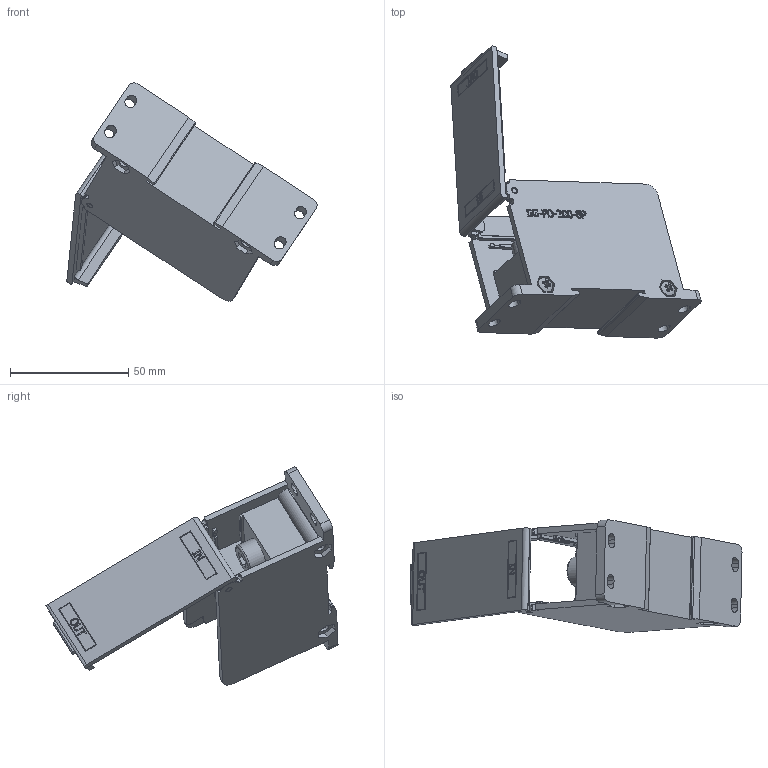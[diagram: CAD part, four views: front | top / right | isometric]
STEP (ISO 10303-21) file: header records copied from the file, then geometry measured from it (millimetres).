
FILE_DESCRIPTION(/* description */ (''),/* implementation_level */ '2;1');
FILE_NAME(/* name */ '',/* time_stamp */ '2025-11-05T15:57:09+09:00',/* author */ ('7890'),/* organization */ (''),/* preprocessor_version */ 'ST-DEVELOPER v20.1',/* originating_system */ 'Autodesk Inventor 2026',/* authorisation */ '');
FILE_SCHEMA (('AUTOMOTIVE_DESIGN { 1 0 10303 214 3 1 1 }'));
Length unit declared in the file: millimetre
Products named in the file (7): PD-200-8P 조립품; PD-200-8P 본체; DIN 7985 (H) - M4x6-H; DIN 7985 (H) - M5x8-H; DIN 7985 (H) - M3.5x30-H; PD-200-8P 커버; ISO 4762  - M8 x 12
Assembly tree (13 placements, depth 2):
  PD-200-8P 조립품
    PD-200-8P 본체
    DIN 7985 (H) - M4x6-H  x6
    DIN 7985 (H) - M5x8-H  x2
    DIN 7985 (H) - M3.5x30-H  x2
    PD-200-8P 커버
    ISO 4762  - M8 x 12
Bounding box: 106.01 x 123.75 x 92.44 mm (x, y, z)
Volume: 92000.9 mm3; surface area: 36589.4 mm2
Topology: 13 solids, 13 shells, 1039 faces, 2754 edges, 1802 vertices
Faces by surface type: plane 545, cylinder 166, cone 152, bspline 130, sphere 28, torus 18
Full cylindrical faces by diameter (mm): 2.4 x2, 3 x2, 3.2 x2, 3.5 x2, 3.65 x6, 4 x6, 4.2 x8, 4.6 x2, 5 x2, 5.2 x2, 8 x1, 8.4 x1, 13 x1
Entity records: 24707 total; most frequent: CARTESIAN_POINT 6007, ORIENTED_EDGE 4050, DIRECTION 3459, EDGE_CURVE 2025, VERTEX_POINT 1319, LINE 1259, VECTOR 1259, AXIS2_PLACEMENT_3D 1100
